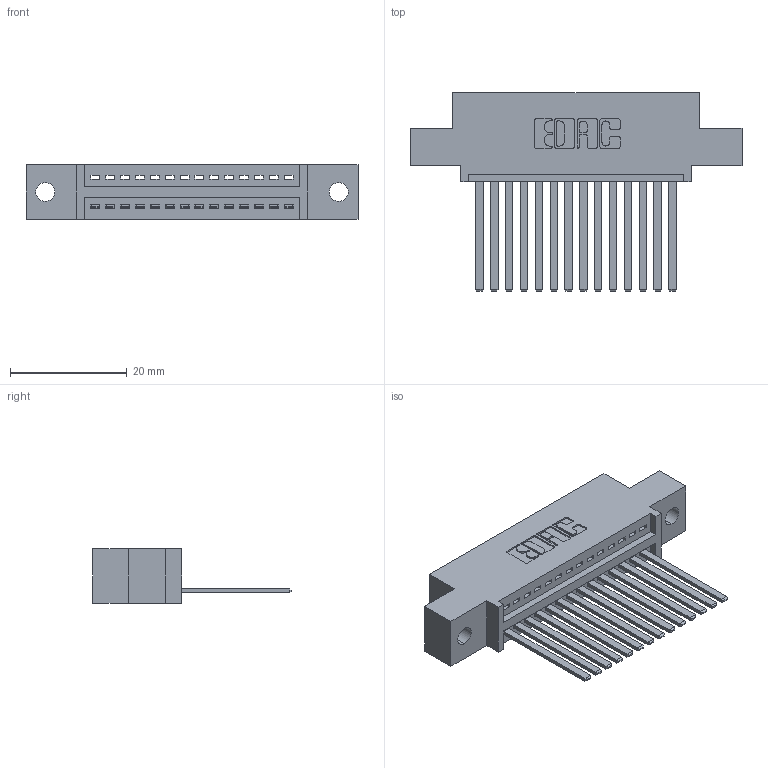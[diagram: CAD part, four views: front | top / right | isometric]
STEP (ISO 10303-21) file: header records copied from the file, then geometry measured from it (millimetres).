
FILE_DESCRIPTION (( 'STEP AP203' ), '1' );
FILE_NAME ('345-014-544-402.STEP', '2018-08-18T17:37:28', ( '' ), ( '' ), 'SwSTEP 2.0', 'SolidWorks 2016', '' );
FILE_SCHEMA (( 'CONFIG_CONTROL_DESIGN' ));
Length unit declared in the file: inch
Products named in the file (3): 345-014-544-402; 345 Part_0.110 Offset - 0.128 Dia; 345-292-001_345-293-144
Assembly tree (15 placements, depth 2):
  345-014-544-402
    345 Part_0.110 Offset - 0.128 Dia
    345-292-001_345-293-144  x14
Bounding box: 56.77 x 33.96 x 9.4 mm (x, y, z)
Volume: 5214.7 mm3; surface area: 6846.5 mm2
Topology: 15 solids, 15 shells, 858 faces, 2565 edges, 1690 vertices
Faces by surface type: plane 588, cylinder 270
Entity records: 14257 total; most frequent: CARTESIAN_POINT 2478, ORIENTED_EDGE 2426, DIRECTION 2201, EDGE_CURVE 1213, VECTOR 1029, LINE 1029, VERTEX_POINT 806, AXIS2_PLACEMENT_3D 586
